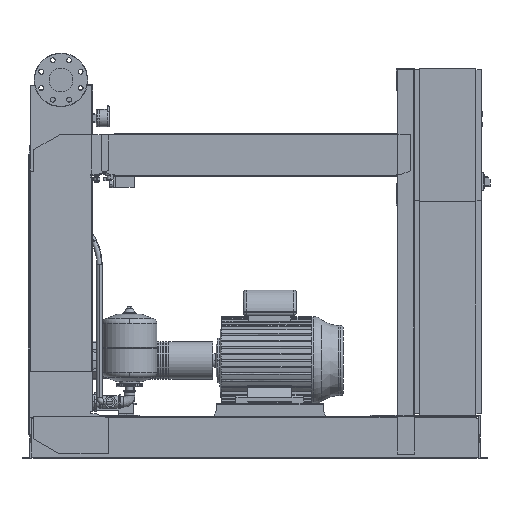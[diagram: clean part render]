
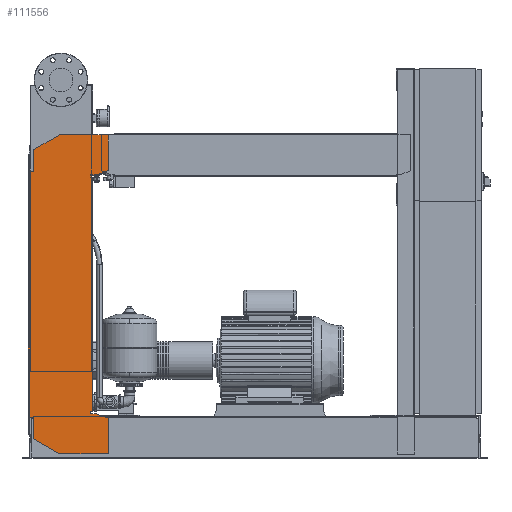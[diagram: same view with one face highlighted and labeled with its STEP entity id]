
A CAD part, front view. The second image highlights one B-rep face of the part: STEP entity #111556.
In plain terms, the highlighted free-form (B-spline) face has degree [1, 1] with [2, 2] control points.
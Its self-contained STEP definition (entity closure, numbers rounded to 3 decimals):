
#111041=CARTESIAN_POINT('',(-102.0,-463.5,1076.0));
#111042=VERTEX_POINT('',#111041);
#111049=CARTESIAN_POINT('',(-102.0,-463.5,1158.574));
#111050=VERTEX_POINT('',#111049);
#111051=CARTESIAN_POINT('',(-102.0,-463.5,1076.0));
#111052=DIRECTION('',(0.0,0.0,1.0));
#111053=VECTOR('',#111052,82.574);
#111054=LINE('',#111051,#111053);
#111055=EDGE_CURVE('',#111042,#111050,#111054,.T.);
#111073=CARTESIAN_POINT('',(-6.,-463.5,1214.0));
#111074=VERTEX_POINT('',#111073);
#111075=CARTESIAN_POINT('',(-102.0,-463.5,1158.574));
#111076=DIRECTION('',(0.866,0.0,0.5));
#111077=VECTOR('',#111076,110.851);
#111078=LINE('',#111075,#111077);
#111079=EDGE_CURVE('',#111050,#111074,#111078,.T.);
#111097=CARTESIAN_POINT('',(177.0,-463.5,1214.0));
#111098=VERTEX_POINT('',#111097);
#111099=CARTESIAN_POINT('',(-6.,-463.5,1214.0));
#111100=DIRECTION('',(1.0,0.0,0.0));
#111101=VECTOR('',#111100,183.0);
#111102=LINE('',#111099,#111101);
#111103=EDGE_CURVE('',#111074,#111098,#111102,.T.);
#111121=CARTESIAN_POINT('',(177.0,-463.5,1080.379));
#111122=VERTEX_POINT('',#111121);
#111123=CARTESIAN_POINT('',(177.0,-463.5,1214.0));
#111124=DIRECTION('',(0.0,0.0,-1.0));
#111125=VECTOR('',#111124,133.621);
#111126=LINE('',#111123,#111125);
#111127=EDGE_CURVE('',#111098,#111122,#111126,.T.);
#111145=CARTESIAN_POINT('',(132.,-463.5,1064.0));
#111146=VERTEX_POINT('',#111145);
#111147=CARTESIAN_POINT('',(177.0,-463.5,1080.379));
#111148=DIRECTION('',(-0.94,0.0,-0.342));
#111149=VECTOR('',#111148,47.888);
#111150=LINE('',#111147,#111149);
#111151=EDGE_CURVE('',#111122,#111146,#111150,.T.);
#111169=CARTESIAN_POINT('',(112.0,-463.5,1064.0));
#111170=VERTEX_POINT('',#111169);
#111171=CARTESIAN_POINT('',(132.,-463.5,1064.0));
#111172=DIRECTION('',(-1.0,0.0,0.0));
#111173=VECTOR('',#111172,20.);
#111174=LINE('',#111171,#111173);
#111175=EDGE_CURVE('',#111146,#111170,#111174,.T.);
#111193=CARTESIAN_POINT('',(112.0,-463.5,1056.0));
#111194=VERTEX_POINT('',#111193);
#111195=CARTESIAN_POINT('',(112.0,-463.5,1064.0));
#111196=DIRECTION('',(0.0,0.0,-1.0));
#111197=VECTOR('',#111196,8.0);
#111198=LINE('',#111195,#111197);
#111199=EDGE_CURVE('',#111170,#111194,#111198,.T.);
#111217=CARTESIAN_POINT('',(120.,-463.5,1056.0));
#111218=VERTEX_POINT('',#111217);
#111219=CARTESIAN_POINT('',(112.0,-463.5,1056.0));
#111220=DIRECTION('',(1.0,0.0,0.0));
#111221=VECTOR('',#111220,8.);
#111222=LINE('',#111219,#111221);
#111223=EDGE_CURVE('',#111194,#111218,#111222,.T.);
#111241=CARTESIAN_POINT('',(120.,-463.5,176.));
#111242=VERTEX_POINT('',#111241);
#111253=CARTESIAN_POINT('',(120.,-463.5,1056.0));
#111254=DIRECTION('',(0.0,0.0,-1.0));
#111255=VECTOR('',#111254,880.);
#111256=LINE('',#111253,#111255);
#111257=EDGE_CURVE('',#111218,#111242,#111256,.T.);
#111271=CARTESIAN_POINT('',(112.,-463.5,176.));
#111272=VERTEX_POINT('',#111271);
#111273=CARTESIAN_POINT('',(120.,-463.5,176.));
#111274=DIRECTION('',(-1.0,0.0,0.0));
#111275=VECTOR('',#111274,8.);
#111276=LINE('',#111273,#111275);
#111277=EDGE_CURVE('',#111242,#111272,#111276,.T.);
#111295=CARTESIAN_POINT('',(112.,-463.5,168.));
#111296=VERTEX_POINT('',#111295);
#111297=CARTESIAN_POINT('',(112.,-463.5,176.));
#111298=DIRECTION('',(0.0,0.0,-1.0));
#111299=VECTOR('',#111298,8.0);
#111300=LINE('',#111297,#111299);
#111301=EDGE_CURVE('',#111272,#111296,#111300,.T.);
#111319=CARTESIAN_POINT('',(132.,-463.5,168.));
#111320=VERTEX_POINT('',#111319);
#111321=CARTESIAN_POINT('',(112.,-463.5,168.));
#111322=DIRECTION('',(1.0,0.0,0.0));
#111323=VECTOR('',#111322,20.0);
#111324=LINE('',#111321,#111323);
#111325=EDGE_CURVE('',#111296,#111320,#111324,.T.);
#111343=CARTESIAN_POINT('',(177.,-463.5,151.621));
#111344=VERTEX_POINT('',#111343);
#111345=CARTESIAN_POINT('',(132.,-463.5,168.));
#111346=DIRECTION('',(0.94,0.0,-0.342));
#111347=VECTOR('',#111346,47.888);
#111348=LINE('',#111345,#111347);
#111349=EDGE_CURVE('',#111320,#111344,#111348,.T.);
#111367=CARTESIAN_POINT('',(177.,-463.5,18.0));
#111368=VERTEX_POINT('',#111367);
#111369=CARTESIAN_POINT('',(177.,-463.5,151.621));
#111370=DIRECTION('',(0.0,0.0,-1.0));
#111371=VECTOR('',#111370,133.621);
#111372=LINE('',#111369,#111371);
#111373=EDGE_CURVE('',#111344,#111368,#111372,.T.);
#111391=CARTESIAN_POINT('',(-4.,-463.5,18.0));
#111392=VERTEX_POINT('',#111391);
#111393=CARTESIAN_POINT('',(177.,-463.5,18.0));
#111394=DIRECTION('',(-1.0,0.0,0.0));
#111395=VECTOR('',#111394,181.);
#111396=LINE('',#111393,#111395);
#111397=EDGE_CURVE('',#111368,#111392,#111396,.T.);
#111415=CARTESIAN_POINT('',(-102.,-463.5,74.58));
#111416=VERTEX_POINT('',#111415);
#111417=CARTESIAN_POINT('',(-4.,-463.5,18.0));
#111418=DIRECTION('',(-0.866,0.,0.5));
#111419=VECTOR('',#111418,113.161);
#111420=LINE('',#111417,#111419);
#111421=EDGE_CURVE('',#111392,#111416,#111420,.T.);
#111439=CARTESIAN_POINT('',(-102.,-463.5,156.0));
#111440=VERTEX_POINT('',#111439);
#111441=CARTESIAN_POINT('',(-102.,-463.5,74.58));
#111442=DIRECTION('',(0.0,0.0,1.0));
#111443=VECTOR('',#111442,81.42);
#111444=LINE('',#111441,#111443);
#111445=EDGE_CURVE('',#111416,#111440,#111444,.T.);
#111463=CARTESIAN_POINT('',(-122.,-463.5,156.0));
#111464=VERTEX_POINT('',#111463);
#111465=CARTESIAN_POINT('',(-102.,-463.5,156.0));
#111466=DIRECTION('',(-1.0,0.0,0.0));
#111467=VECTOR('',#111466,20.0);
#111468=LINE('',#111465,#111467);
#111469=EDGE_CURVE('',#111440,#111464,#111468,.T.);
#111487=CARTESIAN_POINT('',(-122.0,-463.5,1076.0));
#111488=VERTEX_POINT('',#111487);
#111501=CARTESIAN_POINT('',(-122.,-463.5,156.0));
#111502=DIRECTION('',(0.0,0.0,1.0));
#111503=VECTOR('',#111502,920.0);
#111504=LINE('',#111501,#111503);
#111505=EDGE_CURVE('',#111464,#111488,#111504,.T.);
#111519=CARTESIAN_POINT('',(-122.0,-463.5,1076.0));
#111520=DIRECTION('',(1.0,0.0,0.0));
#111521=VECTOR('',#111520,20.0);
#111522=LINE('',#111519,#111521);
#111523=EDGE_CURVE('',#111488,#111042,#111522,.T.);
#111529=CARTESIAN_POINT('',(-122.,-463.5,18.0));
#111530=CARTESIAN_POINT('',(177.0,-463.5,18.0));
#111531=CARTESIAN_POINT('',(-122.,-463.5,1214.0));
#111532=CARTESIAN_POINT('',(177.0,-463.5,1214.0));
#111533=B_SPLINE_SURFACE_WITH_KNOTS('',1,1,((#111529,#111531),(#111530,#111532)),.UNSPECIFIED.,.F.,.F.,.U.,(2,2),(2,2),(0.0,299.),(0.0,1196.0),.UNSPECIFIED.);
#111534=ORIENTED_EDGE('',*,*,#111523,.F.);
#111535=ORIENTED_EDGE('',*,*,#111505,.F.);
#111536=ORIENTED_EDGE('',*,*,#111469,.F.);
#111537=ORIENTED_EDGE('',*,*,#111445,.F.);
#111538=ORIENTED_EDGE('',*,*,#111421,.F.);
#111539=ORIENTED_EDGE('',*,*,#111397,.F.);
#111540=ORIENTED_EDGE('',*,*,#111373,.F.);
#111541=ORIENTED_EDGE('',*,*,#111349,.F.);
#111542=ORIENTED_EDGE('',*,*,#111325,.F.);
#111543=ORIENTED_EDGE('',*,*,#111301,.F.);
#111544=ORIENTED_EDGE('',*,*,#111277,.F.);
#111545=ORIENTED_EDGE('',*,*,#111257,.F.);
#111546=ORIENTED_EDGE('',*,*,#111223,.F.);
#111547=ORIENTED_EDGE('',*,*,#111199,.F.);
#111548=ORIENTED_EDGE('',*,*,#111175,.F.);
#111549=ORIENTED_EDGE('',*,*,#111151,.F.);
#111550=ORIENTED_EDGE('',*,*,#111127,.F.);
#111551=ORIENTED_EDGE('',*,*,#111103,.F.);
#111552=ORIENTED_EDGE('',*,*,#111079,.F.);
#111553=ORIENTED_EDGE('',*,*,#111055,.F.);
#111554=EDGE_LOOP('',(#111534,#111535,#111536,#111537,#111538,#111539,#111540,#111541,#111542,#111543,#111544,#111545,#111546,#111547,#111548,#111549,#111550,#111551,#111552,#111553));
#111555=FACE_OUTER_BOUND('',#111554,.T.);
#111556=ADVANCED_FACE('',(#111555),#111533,.T.);
